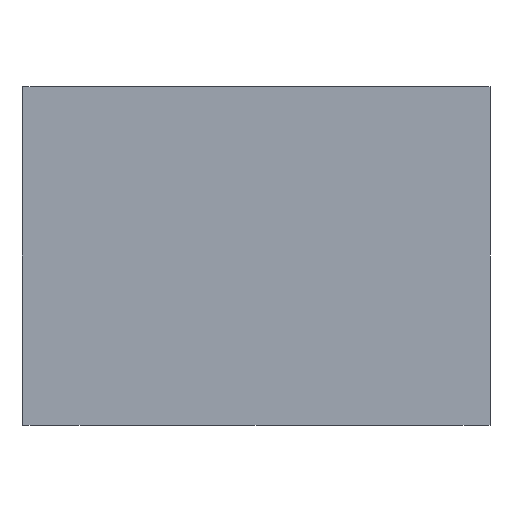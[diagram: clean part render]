
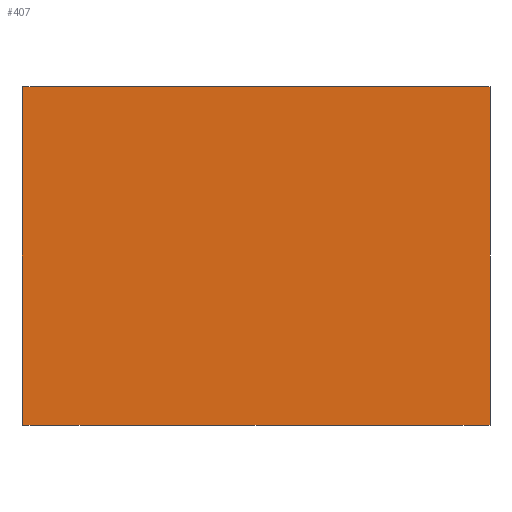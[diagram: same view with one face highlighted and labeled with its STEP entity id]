
A CAD part, front view. The second image highlights one B-rep face of the part: STEP entity #407.
In plain terms, the highlighted planar face has unit normal (0, -1, 0).
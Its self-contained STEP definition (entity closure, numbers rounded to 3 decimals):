
#25=PLANE('',#468);
#52=LINE('',#691,#86);
#56=LINE('',#700,#90);
#60=LINE('',#710,#94);
#62=LINE('',#714,#96);
#86=VECTOR('',#573,10.);
#90=VECTOR('',#581,10.);
#94=VECTOR('',#591,10.);
#96=VECTOR('',#597,10.);
#130=FACE_OUTER_BOUND('',#155,.T.);
#155=EDGE_LOOP('',(#364,#365,#366,#367));
#206=VERTEX_POINT('',#688);
#207=VERTEX_POINT('',#690);
#210=VERTEX_POINT('',#698);
#213=VERTEX_POINT('',#708);
#257=EDGE_CURVE('',#206,#207,#52,.T.);
#262=EDGE_CURVE('',#206,#210,#56,.T.);
#267=EDGE_CURVE('',#210,#213,#60,.T.);
#269=EDGE_CURVE('',#207,#213,#62,.T.);
#364=ORIENTED_EDGE('',*,*,#262,.T.);
#365=ORIENTED_EDGE('',*,*,#267,.T.);
#366=ORIENTED_EDGE('',*,*,#269,.F.);
#367=ORIENTED_EDGE('',*,*,#257,.F.);
#407=ADVANCED_FACE('',(#130),#25,.T.);
#468=AXIS2_PLACEMENT_3D('',#713,#595,#596);
#573=DIRECTION('',(0.,0.,1.));
#581=DIRECTION('',(1.,0.,0.));
#591=DIRECTION('',(0.,0.,1.));
#595=DIRECTION('center_axis',(0.,-1.,0.));
#596=DIRECTION('ref_axis',(1.,0.,0.));
#597=DIRECTION('',(1.,0.,0.));
#688=CARTESIAN_POINT('',(0.,0.,0.));
#690=CARTESIAN_POINT('',(0.,0.,31.8));
#691=CARTESIAN_POINT('',(0.,0.,0.));
#698=CARTESIAN_POINT('',(44.,0.,0.));
#700=CARTESIAN_POINT('',(0.,0.,0.));
#708=CARTESIAN_POINT('',(44.,0.,31.8));
#710=CARTESIAN_POINT('',(44.,0.,0.));
#713=CARTESIAN_POINT('Origin',(0.,0.,0.));
#714=CARTESIAN_POINT('',(0.,0.,31.8));
